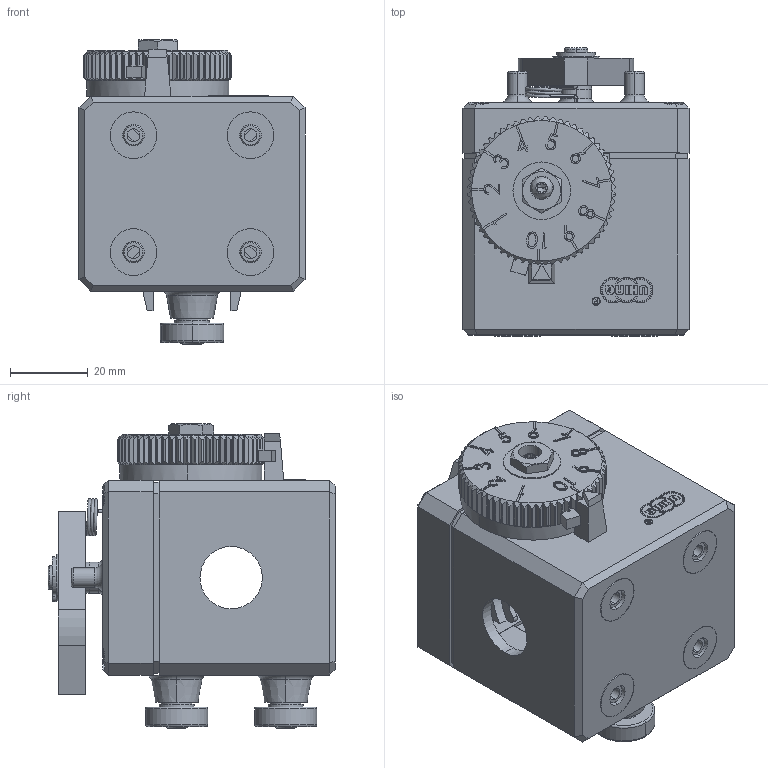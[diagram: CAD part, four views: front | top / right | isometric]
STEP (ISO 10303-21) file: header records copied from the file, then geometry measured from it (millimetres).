
FILE_DESCRIPTION (( 'STEP AP214' ), '1' );
FILE_NAME ('KI3-15-6MCR Drehrichtung rechts.STEP', '2019-10-17T10:13:29', ( '' ), ( '' ), 'SwSTEP 2.0', 'SolidWorks 2019', '' );
FILE_SCHEMA (( 'AUTOMOTIVE_DESIGN' ));
Length unit declared in the file: millimetre
Products named in the file (1): KI3-15-6MCR Drehrichtung rechts
Bounding box: 58 x 73.9 x 78.05 mm (x, y, z)
Volume: 86024.2 mm3; surface area: 58554.3 mm2
Topology: 21 solids, 21 shells, 2361 faces, 6469 edges, 4244 vertices
Faces by surface type: plane 1511, cylinder 609, cone 99, bspline 86, torus 40, sphere 16
Entity records: 107617 total; most frequent: CARTESIAN_POINT 21592, ORIENTED_EDGE 12926, DIRECTION 12182, EDGE_CURVE 6463, AXIS2_PLACEMENT_3D 4415, VERTEX_POINT 4244, VECTOR 3352, LINE 3352
